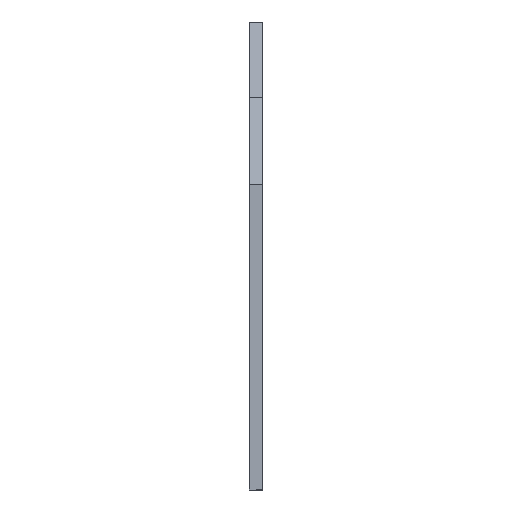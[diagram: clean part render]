
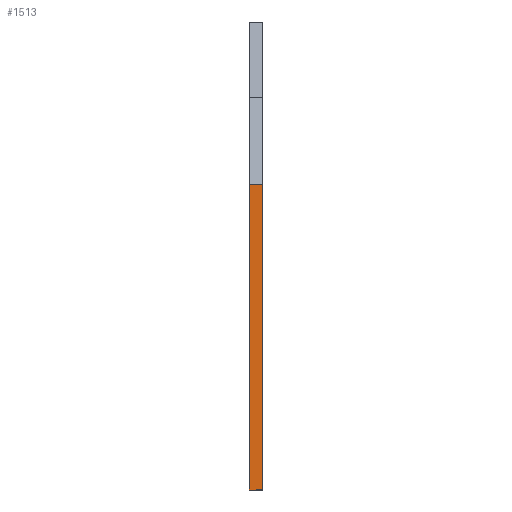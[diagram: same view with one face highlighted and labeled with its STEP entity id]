
A CAD part, left-side view. The second image highlights one B-rep face of the part: STEP entity #1513.
In plain terms, the highlighted planar face has unit normal (-1, 0, 0).
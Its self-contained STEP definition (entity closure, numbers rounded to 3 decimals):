
#200=FACE_OUTER_BOUND('',#285,.T.);
#285=EDGE_LOOP('',(#1316,#1317,#1318,#1319));
#323=LINE('',#2166,#477);
#448=LINE('',#2527,#602);
#449=LINE('',#2530,#603);
#450=LINE('',#2531,#604);
#477=VECTOR('',#1719,10.);
#602=VECTOR('',#2090,10.);
#603=VECTOR('',#2093,10.);
#604=VECTOR('',#2094,10.);
#635=VERTEX_POINT('',#2163);
#636=VERTEX_POINT('',#2165);
#749=VERTEX_POINT('',#2525);
#750=VERTEX_POINT('',#2529);
#781=EDGE_CURVE('',#635,#636,#323,.T.);
#962=EDGE_CURVE('',#635,#749,#448,.T.);
#963=EDGE_CURVE('',#750,#749,#449,.T.);
#964=EDGE_CURVE('',#636,#750,#450,.T.);
#1316=ORIENTED_EDGE('',*,*,#781,.F.);
#1317=ORIENTED_EDGE('',*,*,#962,.T.);
#1318=ORIENTED_EDGE('',*,*,#963,.F.);
#1319=ORIENTED_EDGE('',*,*,#964,.F.);
#1439=PLANE('',#1672);
#1513=ADVANCED_FACE('',(#200),#1439,.T.);
#1672=AXIS2_PLACEMENT_3D('',#2528,#2091,#2092);
#1719=DIRECTION('',(0.,0.,1.));
#2090=DIRECTION('',(0.,-1.,0.));
#2091=DIRECTION('center_axis',(-1.,0.,0.));
#2092=DIRECTION('ref_axis',(0.,0.,-1.));
#2093=DIRECTION('',(0.,0.,-1.));
#2094=DIRECTION('',(0.,-1.,0.));
#2163=CARTESIAN_POINT('',(-16.25,30.,-1.5));
#2165=CARTESIAN_POINT('',(-16.25,30.,64.5));
#2166=CARTESIAN_POINT('',(-16.25,30.,-1.5));
#2525=CARTESIAN_POINT('',(-16.25,27.,-1.5));
#2527=CARTESIAN_POINT('',(-16.25,30.,-1.5));
#2528=CARTESIAN_POINT('Origin',(-16.25,30.,64.5));
#2529=CARTESIAN_POINT('',(-16.25,27.,64.5));
#2530=CARTESIAN_POINT('',(-16.25,27.,-1.5));
#2531=CARTESIAN_POINT('',(-16.25,30.,64.5));
